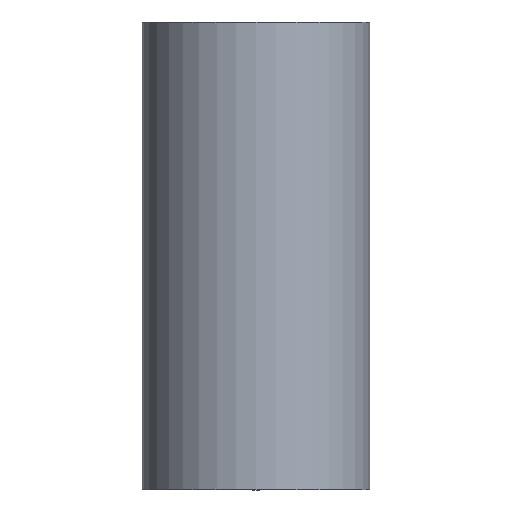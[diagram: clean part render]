
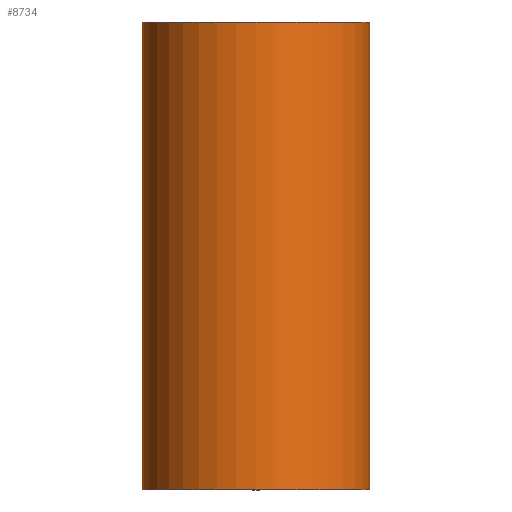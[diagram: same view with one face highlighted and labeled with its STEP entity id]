
A CAD part, front view. The second image highlights one B-rep face of the part: STEP entity #8734.
In plain terms, the highlighted cylindrical face has radius 18.542 mm (diameter 37.084 mm), a partial arc.
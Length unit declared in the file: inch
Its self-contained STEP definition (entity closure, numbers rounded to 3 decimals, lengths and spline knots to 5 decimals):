
#94 = ORIENTED_EDGE ( 'NONE', *, *, #7805, .F. ) ;
#104 = AXIS2_PLACEMENT_3D ( 'NONE', #14491, #8442, #5508 ) ;
#262 = CIRCLE ( 'NONE', #7008, 0.73 ) ;
#484 = EDGE_CURVE ( 'NONE', #5791, #12303, #262, .T. ) ;
#1136 = CYLINDRICAL_SURFACE ( 'NONE', #104, 0.73 ) ;
#1979 = EDGE_LOOP ( 'NONE', ( #94, #13474, #15269, #7765 ) ) ;
#1999 = VERTEX_POINT ( 'NONE', #13967 ) ;
#3756 = EDGE_CURVE ( 'NONE', #5791, #11623, #11239, .T. ) ;
#3862 = DIRECTION ( 'NONE',  ( 0., 0., -1. ) ) ;
#3997 = DIRECTION ( 'NONE',  ( 0., 0., 1. ) ) ;
#4364 = CARTESIAN_POINT ( 'NONE',  ( -0.13489, -0.19587, 1.70425 ) ) ;
#4392 = VECTOR ( 'NONE', #5571, 39.37008 ) ;
#5508 = DIRECTION ( 'NONE',  ( -1., 0., 0. ) ) ;
#5571 = DIRECTION ( 'NONE',  ( 0., 0., -1. ) ) ;
#5773 = AXIS2_PLACEMENT_3D ( 'NONE', #12971, #3997, #14481 ) ;
#5791 = VERTEX_POINT ( 'NONE', #16937 ) ;
#5983 = EDGE_CURVE ( 'NONE', #11623, #1999, #18026, .T. ) ;
#7008 = AXIS2_PLACEMENT_3D ( 'NONE', #4364, #12609, #8801 ) ;
#7765 = ORIENTED_EDGE ( 'NONE', *, *, #5983, .T. ) ;
#7805 = EDGE_CURVE ( 'NONE', #12303, #1999, #16363, .T. ) ;
#8442 = DIRECTION ( 'NONE',  ( 0., 0., -1. ) ) ;
#8734 = ADVANCED_FACE ( 'NONE', ( #14969 ), #1136, .T. ) ;
#8801 = DIRECTION ( 'NONE',  ( 1., 0., 0. ) ) ;
#11122 = CARTESIAN_POINT ( 'NONE',  ( 0.59511, -0.19587, 1.70425 ) ) ;
#11239 = LINE ( 'NONE', #17398, #15205 ) ;
#11623 = VERTEX_POINT ( 'NONE', #18711 ) ;
#12303 = VERTEX_POINT ( 'NONE', #11122 ) ;
#12609 = DIRECTION ( 'NONE',  ( 0., 0., 1. ) ) ;
#12971 = CARTESIAN_POINT ( 'NONE',  ( -0.13489, -0.19587, -1.29575 ) ) ;
#13474 = ORIENTED_EDGE ( 'NONE', *, *, #484, .F. ) ;
#13967 = CARTESIAN_POINT ( 'NONE',  ( 0.59511, -0.19587, -1.29575 ) ) ;
#14481 = DIRECTION ( 'NONE',  ( 1., 0., 0. ) ) ;
#14491 = CARTESIAN_POINT ( 'NONE',  ( -0.13489, -0.19587, 1.70425 ) ) ;
#14969 = FACE_OUTER_BOUND ( 'NONE', #1979, .T. ) ;
#15205 = VECTOR ( 'NONE', #3862, 39.37008 ) ;
#15269 = ORIENTED_EDGE ( 'NONE', *, *, #3756, .T. ) ;
#16054 = CARTESIAN_POINT ( 'NONE',  ( 0.59511, -0.19587, 1.70425 ) ) ;
#16363 = LINE ( 'NONE', #16054, #4392 ) ;
#16937 = CARTESIAN_POINT ( 'NONE',  ( -0.86489, -0.19587, 1.70425 ) ) ;
#17398 = CARTESIAN_POINT ( 'NONE',  ( -0.86489, -0.19587, 1.70425 ) ) ;
#18026 = CIRCLE ( 'NONE', #5773, 0.73 ) ;
#18711 = CARTESIAN_POINT ( 'NONE',  ( -0.86489, -0.19587, -1.29575 ) ) ;
